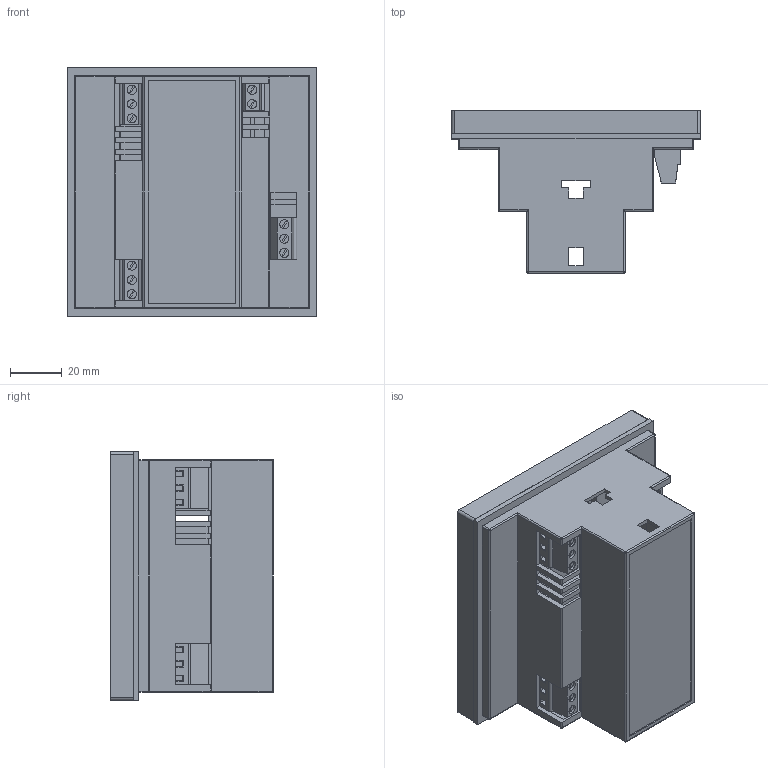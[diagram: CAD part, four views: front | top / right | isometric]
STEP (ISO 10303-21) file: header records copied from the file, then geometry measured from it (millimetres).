
FILE_DESCRIPTION(('TFLEX Exchange Step'),'2;1');
FILE_NAME('3D-модель прибора 10М7-М.stp', '2020-10-19T17:40:27+05:00',('Alex'),('Unknown organisation'),'TFLEX Exchange 2019.1','T-FLEX CAD','Unknown authorisation');
FILE_SCHEMA( ('AUTOMOTIVE_DESIGN { 1 0 10303 214 1 1 1 1 }') );
Length unit declared in the file: millimetre
Products named in the file (10): Клемма:2; Клемма; Клемма:3; Этикетка; Крышка; Корпус:7; Корпус:4; Корпус; _10М7-М
Assembly tree (17 placements, depth 3):
  _10М7-М
    Клемма
      Клемма:2  x2
    Клемма  x3
      Клемма:3
    Этикетка
    Крышка
    Корпус
      Корпус:7  x2
      Корпус:4  x3
Bounding box: 96 x 63 x 96 mm (x, y, z)
Volume: 70980.7 mm3; surface area: 91890.2 mm2
Topology: 46 solids, 46 shells, 720 faces, 1808 edges, 1168 vertices
Faces by surface type: plane 583, cylinder 78, bspline 47, sphere 12
Full cylindrical faces by diameter (mm): 3.5 x22
Entity records: 16455 total; most frequent: CARTESIAN_POINT 3434, ORIENTED_EDGE 2692, DIRECTION 2416, EDGE_CURVE 1346, VECTOR 1116, LINE 1116, VERTEX_POINT 876, AXIS2_PLACEMENT_3D 650
